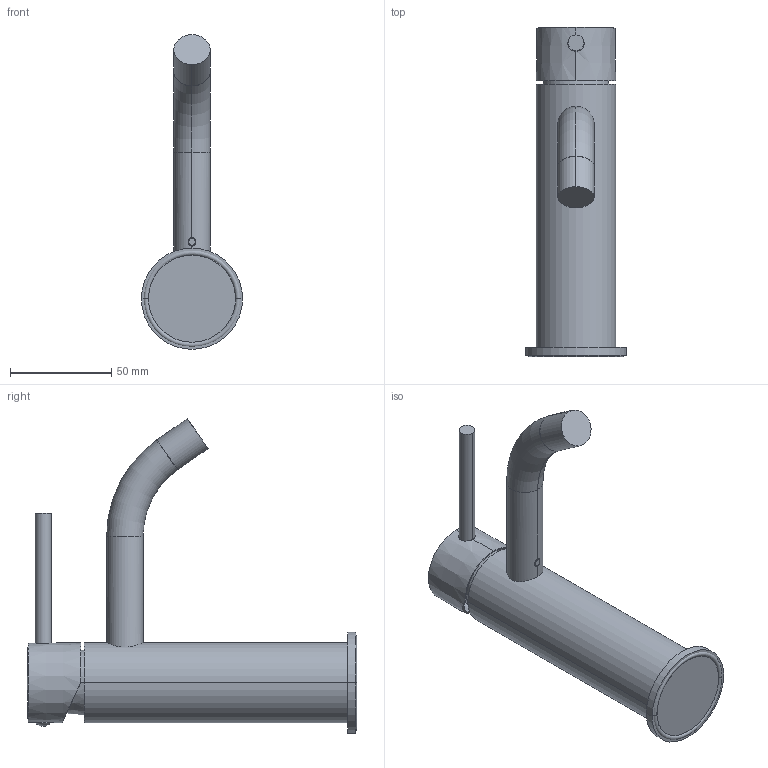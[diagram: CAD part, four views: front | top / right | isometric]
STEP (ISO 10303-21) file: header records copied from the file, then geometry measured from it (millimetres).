
FILE_DESCRIPTION((''),'2;1');
FILE_NAME('LIG071CR','2021-01-21T15:51:19',('ut3'),('PAFFONI SpA'),'CREO PARAMETRIC BY PTC INC, 2020044','CREO PARAMETRIC BY PTC INC, 2020044','');
FILE_SCHEMA(('CONFIG_CONTROL_DESIGN','SHAPE_APPEARANCE_LAYERS_GROUPS'));
Length unit declared in the file: millimetre
Products named in the file (1): LIG071CR
Bounding box: 50 x 162.65 x 155.45 mm (x, y, z)
Surface area: 43069.4 mm2 (no closed solid volume)
Topology: 0 solids, 17 shells, 103 faces, 273 edges, 180 vertices
Faces by surface type: plane 41, cylinder 37, cone 19, torus 4, sphere 2
Entity records: 4266 total; most frequent: CARTESIAN_POINT 1058, DIRECTION 507, ORIENTED_EDGE 484, EDGE_CURVE 269, AXIS2_PLACEMENT_3D 195, VERTEX_POINT 180, VECTOR 117, LINE 117
